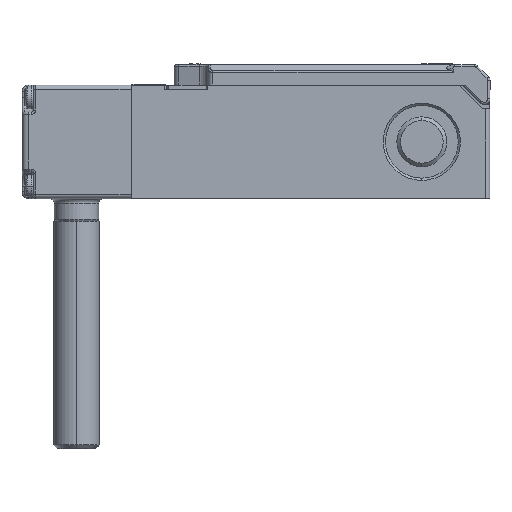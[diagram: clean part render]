
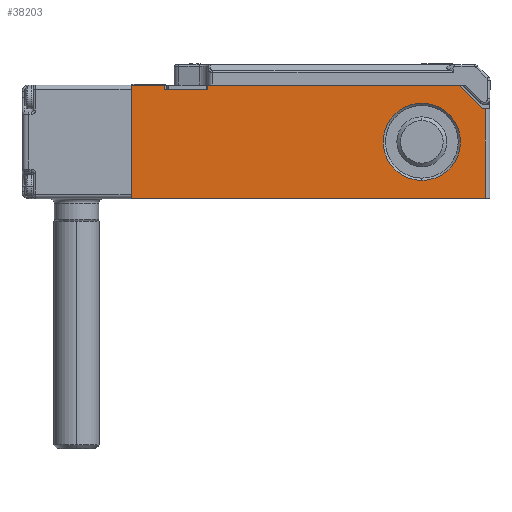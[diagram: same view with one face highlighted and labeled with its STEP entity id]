
A CAD part, left-side view. The second image highlights one B-rep face of the part: STEP entity #38203.
In plain terms, the highlighted planar face has unit normal (-1, 0, 0).
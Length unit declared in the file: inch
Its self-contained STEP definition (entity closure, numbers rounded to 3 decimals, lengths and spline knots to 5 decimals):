
#498 = EDGE_CURVE ( 'NONE', #46646, #54359, #2382, .T. ) ;
#1560 = CIRCLE ( 'NONE', #32176, 0.33465 ) ;
#2341 = EDGE_CURVE ( 'NONE', #54359, #42758, #28205, .T. ) ;
#2382 = LINE ( 'NONE', #11060, #51972 ) ;
#3051 = FACE_OUTER_BOUND ( 'NONE', #23181, .T. ) ;
#3620 = LINE ( 'NONE', #34111, #53172 ) ;
#4057 = EDGE_CURVE ( 'NONE', #42530, #5749, #30255, .T. ) ;
#4072 = VERTEX_POINT ( 'NONE', #9274 ) ;
#4324 = VERTEX_POINT ( 'NONE', #59492 ) ;
#4654 = DIRECTION ( 'NONE',  ( 0., -1., 0. ) ) ;
#5322 = EDGE_CURVE ( 'NONE', #59269, #26264, #60076, .T. ) ;
#5737 = AXIS2_PLACEMENT_3D ( 'NONE', #30629, #26004, #59523 ) ;
#5749 = VERTEX_POINT ( 'NONE', #11754 ) ;
#6469 = LINE ( 'NONE', #47243, #19249 ) ;
#7457 = DIRECTION ( 'NONE',  ( 0., 0., 1. ) ) ;
#7738 = VECTOR ( 'NONE', #52282, 39.37008 ) ;
#8206 = EDGE_CURVE ( 'NONE', #4072, #35933, #26113, .T. ) ;
#8968 = DIRECTION ( 'NONE',  ( 0., -1., 0. ) ) ;
#9164 = CARTESIAN_POINT ( 'NONE',  ( -0.49213, 3.11024, 0.98425 ) ) ;
#9274 = CARTESIAN_POINT ( 'NONE',  ( -0.49213, 2.44882, 0.94488 ) ) ;
#10131 = CARTESIAN_POINT ( 'NONE',  ( -0.49213, 0.59055, 0.49213 ) ) ;
#10182 = DIRECTION ( 'NONE',  ( 0., 0., -1. ) ) ;
#11060 = CARTESIAN_POINT ( 'NONE',  ( -0.49213, 3.11024, 0. ) ) ;
#11754 = CARTESIAN_POINT ( 'NONE',  ( -0.49213, 2.81734, 0.98425 ) ) ;
#12515 = ORIENTED_EDGE ( 'NONE', *, *, #32467, .F. ) ;
#13300 = ORIENTED_EDGE ( 'NONE', *, *, #19271, .F. ) ;
#13923 = VECTOR ( 'NONE', #7457, 39.37008 ) ;
#14564 = AXIS2_PLACEMENT_3D ( 'NONE', #26105, #59630, #30957 ) ;
#14977 = DIRECTION ( 'NONE',  ( 0., 1., 0. ) ) ;
#16876 = CARTESIAN_POINT ( 'NONE',  ( -0.49213, 0.03937, 0. ) ) ;
#18644 = CARTESIAN_POINT ( 'NONE',  ( -0.49213, 2.44882, 0.94488 ) ) ;
#19036 = CARTESIAN_POINT ( 'NONE',  ( -0.49213, 2.79528, 0.94488 ) ) ;
#19249 = VECTOR ( 'NONE', #27967, 39.37008 ) ;
#19271 = EDGE_CURVE ( 'NONE', #35933, #58211, #52251, .T. ) ;
#21414 = DIRECTION ( 'NONE',  ( 0., 1., 0. ) ) ;
#21449 = VECTOR ( 'NONE', #21414, 39.37008 ) ;
#21828 = ORIENTED_EDGE ( 'NONE', *, *, #60499, .F. ) ;
#22020 = EDGE_LOOP ( 'NONE', ( #52795, #28505 ) ) ;
#22961 = LINE ( 'NONE', #45114, #21449 ) ;
#23181 = EDGE_LOOP ( 'NONE', ( #46233, #48298, #23908, #30273, #31092, #31749, #21828, #13300, #44461, #12515 ) ) ;
#23458 = DIRECTION ( 'NONE',  ( 0., 0., 1. ) ) ;
#23558 = CARTESIAN_POINT ( 'NONE',  ( -0.49213, 2.81734, 0.98425 ) ) ;
#23908 = ORIENTED_EDGE ( 'NONE', *, *, #36402, .T. ) ;
#24969 = CARTESIAN_POINT ( 'NONE',  ( -0.49213, 0.59055, 0.82677 ) ) ;
#25140 = EDGE_CURVE ( 'NONE', #5749, #33703, #22961, .T. ) ;
#26004 = DIRECTION ( 'NONE',  ( 1., 0., 0. ) ) ;
#26105 = CARTESIAN_POINT ( 'NONE',  ( -0.49213, 0.59055, 0.49213 ) ) ;
#26113 = LINE ( 'NONE', #18644, #48594 ) ;
#26264 = VERTEX_POINT ( 'NONE', #24969 ) ;
#27844 = CARTESIAN_POINT ( 'NONE',  ( -0.49213, 0.03937, 0.77953 ) ) ;
#27967 = DIRECTION ( 'NONE',  ( 0., -0.707, -0.707 ) ) ;
#28205 = LINE ( 'NONE', #41281, #13923 ) ;
#28505 = ORIENTED_EDGE ( 'NONE', *, *, #5322, .T. ) ;
#28755 = CARTESIAN_POINT ( 'NONE',  ( -0.49213, 3.11024, 0. ) ) ;
#29845 = EDGE_CURVE ( 'NONE', #4324, #42758, #47919, .T. ) ;
#30255 = LINE ( 'NONE', #23558, #7738 ) ;
#30273 = ORIENTED_EDGE ( 'NONE', *, *, #498, .T. ) ;
#30629 = CARTESIAN_POINT ( 'NONE',  ( -0.49213, 3.11024, 0.98425 ) ) ;
#30957 = DIRECTION ( 'NONE',  ( 0., 1., 0. ) ) ;
#31092 = ORIENTED_EDGE ( 'NONE', *, *, #2341, .T. ) ;
#31749 = ORIENTED_EDGE ( 'NONE', *, *, #29845, .F. ) ;
#32176 = AXIS2_PLACEMENT_3D ( 'NONE', #10131, #43717, #14977 ) ;
#32467 = EDGE_CURVE ( 'NONE', #42530, #4072, #45440, .T. ) ;
#33703 = VERTEX_POINT ( 'NONE', #39229 ) ;
#34111 = CARTESIAN_POINT ( 'NONE',  ( -0.49213, 3.11024, 0.98425 ) ) ;
#34667 = EDGE_CURVE ( 'NONE', #26264, #59269, #1560, .T. ) ;
#35933 = VERTEX_POINT ( 'NONE', #59835 ) ;
#36402 = EDGE_CURVE ( 'NONE', #33703, #46646, #3620, .T. ) ;
#38203 = ADVANCED_FACE ( 'NONE', ( #54134, #3051 ), #49927, .F. ) ;
#39229 = CARTESIAN_POINT ( 'NONE',  ( -0.49213, 3.11024, 0.98425 ) ) ;
#39962 = CARTESIAN_POINT ( 'NONE',  ( -0.49213, 0.59055, 0.15748 ) ) ;
#40969 = CARTESIAN_POINT ( 'NONE',  ( -0.49213, 0.26772, 0.98425 ) ) ;
#41281 = CARTESIAN_POINT ( 'NONE',  ( -0.49213, 0.03937, 0.98425 ) ) ;
#42530 = VERTEX_POINT ( 'NONE', #61192 ) ;
#42758 = VERTEX_POINT ( 'NONE', #27844 ) ;
#43075 = CARTESIAN_POINT ( 'NONE',  ( -0.49213, 0.06299, 0.77953 ) ) ;
#43209 = VECTOR ( 'NONE', #8968, 39.37008 ) ;
#43412 = VECTOR ( 'NONE', #4654, 39.37008 ) ;
#43717 = DIRECTION ( 'NONE',  ( 1., 0., 0. ) ) ;
#44461 = ORIENTED_EDGE ( 'NONE', *, *, #8206, .F. ) ;
#44628 = DIRECTION ( 'NONE',  ( 0., -1., 0. ) ) ;
#45114 = CARTESIAN_POINT ( 'NONE',  ( -0.49213, 3.11024, 0.98425 ) ) ;
#45440 = LINE ( 'NONE', #19036, #56668 ) ;
#46233 = ORIENTED_EDGE ( 'NONE', *, *, #4057, .T. ) ;
#46646 = VERTEX_POINT ( 'NONE', #28755 ) ;
#47243 = CARTESIAN_POINT ( 'NONE',  ( -0.49213, 0.26772, 0.98425 ) ) ;
#47919 = LINE ( 'NONE', #43075, #43412 ) ;
#48298 = ORIENTED_EDGE ( 'NONE', *, *, #25140, .T. ) ;
#48594 = VECTOR ( 'NONE', #23458, 39.37008 ) ;
#49927 = PLANE ( 'NONE',  #5737 ) ;
#51972 = VECTOR ( 'NONE', #44628, 39.37008 ) ;
#52251 = LINE ( 'NONE', #9164, #43209 ) ;
#52282 = DIRECTION ( 'NONE',  ( 0., 0., 1. ) ) ;
#52795 = ORIENTED_EDGE ( 'NONE', *, *, #34667, .T. ) ;
#53172 = VECTOR ( 'NONE', #10182, 39.37008 ) ;
#54134 = FACE_BOUND ( 'NONE', #22020, .T. ) ;
#54359 = VERTEX_POINT ( 'NONE', #16876 ) ;
#56668 = VECTOR ( 'NONE', #56985, 39.37008 ) ;
#56985 = DIRECTION ( 'NONE',  ( 0., -1., 0. ) ) ;
#58211 = VERTEX_POINT ( 'NONE', #40969 ) ;
#59269 = VERTEX_POINT ( 'NONE', #39962 ) ;
#59492 = CARTESIAN_POINT ( 'NONE',  ( -0.49213, 0.06299, 0.77953 ) ) ;
#59523 = DIRECTION ( 'NONE',  ( 0., 1., 0. ) ) ;
#59630 = DIRECTION ( 'NONE',  ( 1., 0., 0. ) ) ;
#59835 = CARTESIAN_POINT ( 'NONE',  ( -0.49213, 2.44882, 0.98425 ) ) ;
#60076 = CIRCLE ( 'NONE', #14564, 0.33465 ) ;
#60499 = EDGE_CURVE ( 'NONE', #58211, #4324, #6469, .T. ) ;
#61192 = CARTESIAN_POINT ( 'NONE',  ( -0.49213, 2.81734, 0.94488 ) ) ;
